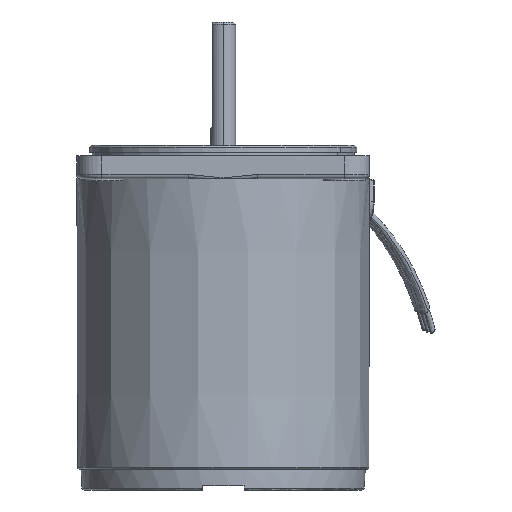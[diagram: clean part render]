
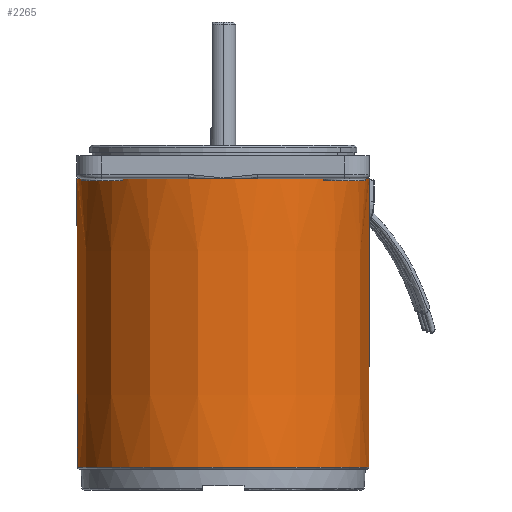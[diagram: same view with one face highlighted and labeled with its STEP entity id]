
A CAD part, left-side view. The second image highlights one B-rep face of the part: STEP entity #2265.
In plain terms, the highlighted conical face has half-angle 0.1 degrees and reference radius 34.869 mm.
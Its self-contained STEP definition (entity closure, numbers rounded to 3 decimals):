
#2193 = VERTEX_POINT ( 'NONE', #7371 ) ;
#2194 = EDGE_CURVE ( 'NONE', #2193, #2195, #7419, .T. ) ;
#2195 = VERTEX_POINT ( 'NONE', #7409 ) ;
#2198 = ORIENTED_EDGE ( 'NONE', *, *, #2201, .T. ) ;
#2200 = VERTEX_POINT ( 'NONE', #7418 ) ;
#2201 = EDGE_CURVE ( 'NONE', #2202, #2200, #7402, .T. ) ;
#2202 = VERTEX_POINT ( 'NONE', #7417 ) ;
#2208 = ORIENTED_EDGE ( 'NONE', *, *, #2243, .F. ) ;
#2225 = VERTEX_POINT ( 'NONE', #7477 ) ;
#2243 = EDGE_CURVE ( 'NONE', #2269, #2225, #7500, .T. ) ;
#2247 = ORIENTED_EDGE ( 'NONE', *, *, #2194, .T. ) ;
#2248 = EDGE_CURVE ( 'NONE', #2195, #2268, #7496, .T. ) ;
#2250 = ORIENTED_EDGE ( 'NONE', *, *, #2248, .T. ) ;
#2251 = ORIENTED_EDGE ( 'NONE', *, *, #2261, .T. ) ;
#2252 = EDGE_CURVE ( 'NONE', #2269, #2270, #7549, .T. ) ;
#2260 = EDGE_CURVE ( 'NONE', #2200, #2193, #7538, .T. ) ;
#2261 = EDGE_CURVE ( 'NONE', #2268, #2225, #7532, .T. ) ;
#2264 = ORIENTED_EDGE ( 'NONE', *, *, #2260, .T. ) ;
#2265 = ADVANCED_FACE ( 'NONE', ( #7539 ), #7542, .T. ) ;
#2266 = ORIENTED_EDGE ( 'NONE', *, *, #2267, .T. ) ;
#2267 = EDGE_CURVE ( 'NONE', #2270, #2202, #7581, .T. ) ;
#2268 = VERTEX_POINT ( 'NONE', #7583 ) ;
#2269 = VERTEX_POINT ( 'NONE', #7572 ) ;
#2270 = VERTEX_POINT ( 'NONE', #7582 ) ;
#2272 = EDGE_LOOP ( 'NONE', ( #2273, #2266, #2198, #2264, #2247, #2250, #2251, #2208 ) ) ;
#2273 = ORIENTED_EDGE ( 'NONE', *, *, #2252, .T. ) ;
#7370 = CARTESIAN_POINT ( 'NONE',  ( 0., 0., -6. ) ) ;
#7371 = CARTESIAN_POINT ( 'NONE',  ( -8.262, 34., -6. ) ) ;
#7402 = CIRCLE ( 'NONE', #7408, 34.99 ) ;
#7406 = DIRECTION ( 'NONE',  ( -1., 0., 0. ) ) ;
#7407 = DIRECTION ( 'NONE',  ( 0., 0., -1. ) ) ;
#7408 = AXIS2_PLACEMENT_3D ( 'NONE', #7458, #7457, #7456 ) ;
#7409 = CARTESIAN_POINT ( 'NONE',  ( 8.262, 34., -6. ) ) ;
#7412 = AXIS2_PLACEMENT_3D ( 'NONE', #7370, #7407, #7406 ) ;
#7417 = CARTESIAN_POINT ( 'NONE',  ( -34.99, 0., -6. ) ) ;
#7418 = CARTESIAN_POINT ( 'NONE',  ( -34., 8.262, -6. ) ) ;
#7419 = CIRCLE ( 'NONE', #7412, 34.99 ) ;
#7456 = DIRECTION ( 'NONE',  ( -1., 0., 0. ) ) ;
#7457 = DIRECTION ( 'NONE',  ( 0., 0., -1. ) ) ;
#7458 = CARTESIAN_POINT ( 'NONE',  ( 0., 0., -6. ) ) ;
#7477 = CARTESIAN_POINT ( 'NONE',  ( 34.99, 0., -6. ) ) ;
#7496 = CIRCLE ( 'NONE', #7504, 34.99 ) ;
#7497 = DIRECTION ( 'NONE',  ( 0.002, 0., 1. ) ) ;
#7498 = VECTOR ( 'NONE', #7497, 1000. ) ;
#7499 = CARTESIAN_POINT ( 'NONE',  ( 34.869, 0., -75.001 ) ) ;
#7500 = LINE ( 'NONE', #7499, #7498 ) ;
#7504 = AXIS2_PLACEMENT_3D ( 'NONE', #7553, #7552, #7551 ) ;
#7524 = DIRECTION ( 'NONE',  ( -1., 0., 0. ) ) ;
#7525 = DIRECTION ( 'NONE',  ( 0., 0., -1. ) ) ;
#7526 = AXIS2_PLACEMENT_3D ( 'NONE', #7541, #7525, #7524 ) ;
#7532 = CIRCLE ( 'NONE', #7533, 34.99 ) ;
#7533 = AXIS2_PLACEMENT_3D ( 'NONE', #7587, #7586, #7585 ) ;
#7538 = CIRCLE ( 'NONE', #7526, 34.99 ) ;
#7539 = FACE_OUTER_BOUND ( 'NONE', #2272, .T. ) ;
#7541 = CARTESIAN_POINT ( 'NONE',  ( 0., 0., -6. ) ) ;
#7542 = CONICAL_SURFACE ( 'NONE', #7577, 34.869, 0.002 ) ;
#7545 = DIRECTION ( 'NONE',  ( 1., 0., 0. ) ) ;
#7546 = DIRECTION ( 'NONE',  ( 0., 0., 1. ) ) ;
#7547 = CARTESIAN_POINT ( 'NONE',  ( 0., 0., -75.001 ) ) ;
#7548 = AXIS2_PLACEMENT_3D ( 'NONE', #7547, #7546, #7545 ) ;
#7549 = CIRCLE ( 'NONE', #7548, 34.869 ) ;
#7551 = DIRECTION ( 'NONE',  ( -1., 0., 0. ) ) ;
#7552 = DIRECTION ( 'NONE',  ( 0., 0., -1. ) ) ;
#7553 = CARTESIAN_POINT ( 'NONE',  ( 0., 0., -6. ) ) ;
#7569 = DIRECTION ( 'NONE',  ( -0.002, 0., 1. ) ) ;
#7570 = VECTOR ( 'NONE', #7569, 1000. ) ;
#7572 = CARTESIAN_POINT ( 'NONE',  ( 34.869, 0., -75.001 ) ) ;
#7573 = DIRECTION ( 'NONE',  ( 1., 0., 0. ) ) ;
#7574 = CARTESIAN_POINT ( 'NONE',  ( -34.869, 0., -75.001 ) ) ;
#7576 = CARTESIAN_POINT ( 'NONE',  ( 0., 0., -75.001 ) ) ;
#7577 = AXIS2_PLACEMENT_3D ( 'NONE', #7576, #7579, #7573 ) ;
#7579 = DIRECTION ( 'NONE',  ( 0., 0., 1. ) ) ;
#7581 = LINE ( 'NONE', #7574, #7570 ) ;
#7582 = CARTESIAN_POINT ( 'NONE',  ( -34.869, 0., -75.001 ) ) ;
#7583 = CARTESIAN_POINT ( 'NONE',  ( 34., 8.262, -6. ) ) ;
#7585 = DIRECTION ( 'NONE',  ( -1., 0., 0. ) ) ;
#7586 = DIRECTION ( 'NONE',  ( 0., 0., -1. ) ) ;
#7587 = CARTESIAN_POINT ( 'NONE',  ( 0., 0., -6. ) ) ;
